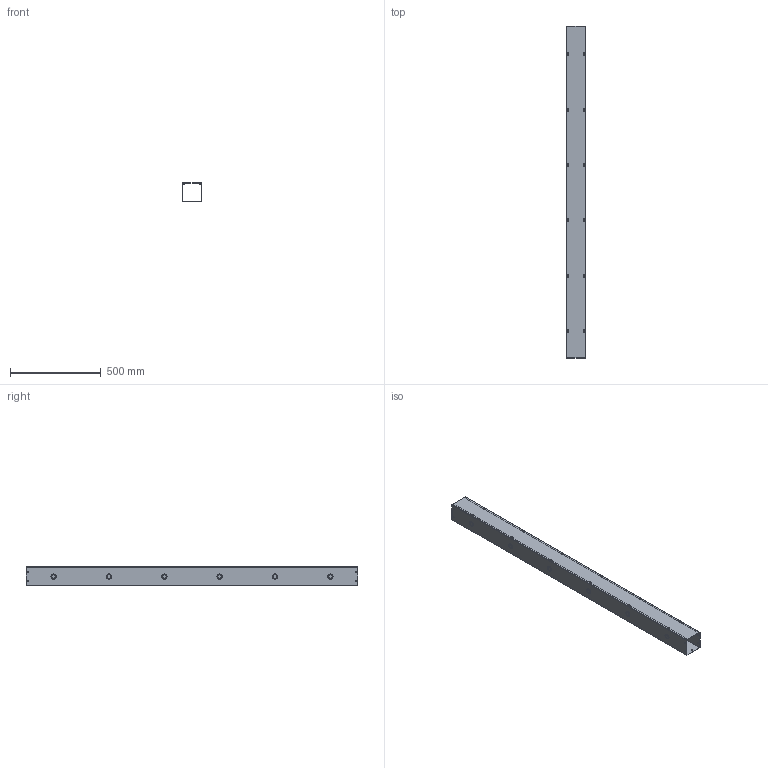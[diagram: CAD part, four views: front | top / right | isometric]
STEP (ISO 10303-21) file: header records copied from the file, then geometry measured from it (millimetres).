
FILE_DESCRIPTION (( 'STEP AP203' ), '1' );
FILE_NAME ('CWSC472.step', '2024-04-25T15:08:38', ( '' ), ( '' ), 'SwSTEP 2.0', 'SolidWorks 2023', '' );
FILE_SCHEMA (( 'CONFIG_CONTROL_DESIGN' ));
Length unit declared in the file: inch
Products named in the file (1): CWSC472
Bounding box: 108.15 x 1828.8 x 108.94 mm (x, y, z)
Volume: 1154356 mm3; surface area: 1592707.3 mm2
Topology: 14 solids, 14 shells, 932 faces, 2568 edges, 1688 vertices
Faces by surface type: cylinder 448, plane 412, bspline 48, cone 24
Entity records: 32329 total; most frequent: CARTESIAN_POINT 7901, DIRECTION 5210, ORIENTED_EDGE 5136, EDGE_CURVE 2568, AXIS2_PLACEMENT_3D 1877, VERTEX_POINT 1688, VECTOR 1456, LINE 1456
